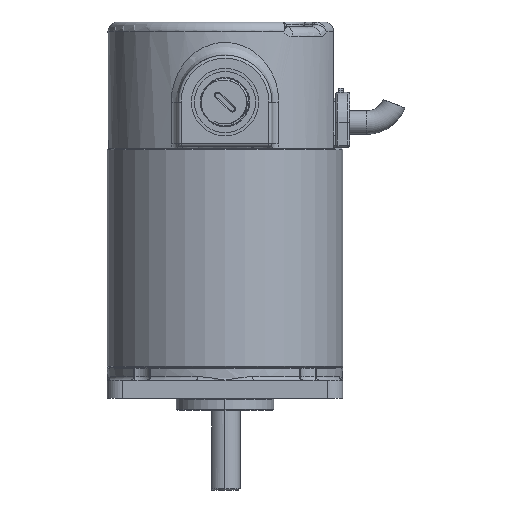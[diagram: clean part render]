
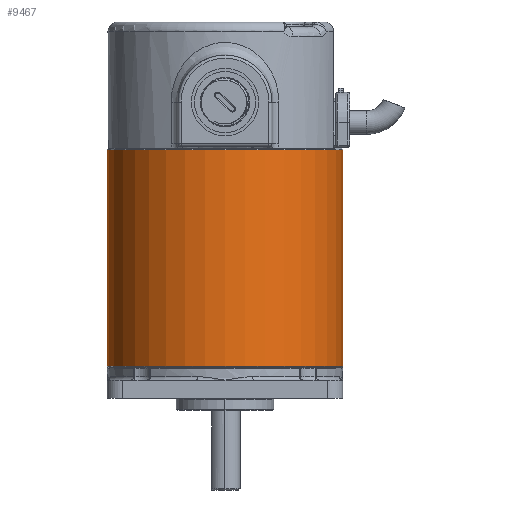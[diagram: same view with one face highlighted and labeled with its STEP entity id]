
A CAD part, left-side view. The second image highlights one B-rep face of the part: STEP entity #9467.
In plain terms, the highlighted cylindrical face has radius 30.671 mm (diameter 61.341 mm), a partial arc.
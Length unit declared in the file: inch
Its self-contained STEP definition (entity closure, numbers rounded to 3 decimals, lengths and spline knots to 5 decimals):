
#631 = CIRCLE ( 'NONE', #5097, 1.2075 ) ;
#708 = CIRCLE ( 'NONE', #5175, 1.2075 ) ;
#744 = VECTOR ( 'NONE', #7348, 39.37008 ) ;
#746 = LINE ( 'NONE', #7349, #744 ) ;
#784 = VECTOR ( 'NONE', #7461, 39.37008 ) ;
#786 = LINE ( 'NONE', #7467, #784 ) ;
#2462 = CARTESIAN_POINT ( 'NONE',  ( 0., 1.2075, 2.235 ) ) ;
#2567 = CARTESIAN_POINT ( 'NONE',  ( 0., -1.2075, 0.015 ) ) ;
#2575 = CARTESIAN_POINT ( 'NONE',  ( 0., 1.2075, 0.015 ) ) ;
#2632 = CARTESIAN_POINT ( 'NONE',  ( 0., -1.2075, 2.235 ) ) ;
#3560 = EDGE_CURVE ( 'NONE', #18025, #17573, #786, .T. ) ;
#3623 = EDGE_CURVE ( 'NONE', #17400, #17624, #746, .T. ) ;
#3677 = EDGE_CURVE ( 'NONE', #17400, #18025, #708, .T. ) ;
#4136 = EDGE_CURVE ( 'NONE', #17624, #17573, #631, .T. ) ;
#5097 = AXIS2_PLACEMENT_3D ( 'NONE', #23886, #23884, #23883 ) ;
#5175 = AXIS2_PLACEMENT_3D ( 'NONE', #23766, #23483, #23765 ) ;
#7348 = DIRECTION ( 'NONE',  ( 0., 0., -1. ) ) ;
#7349 = CARTESIAN_POINT ( 'NONE',  ( 0., -1.2075, 0. ) ) ;
#7461 = DIRECTION ( 'NONE',  ( 0., 0., -1. ) ) ;
#7467 = CARTESIAN_POINT ( 'NONE',  ( 0., 1.2075, 0. ) ) ;
#9467 = ADVANCED_FACE ( 'NONE', ( #19092 ), #19086, .T. ) ;
#11673 = CARTESIAN_POINT ( 'NONE',  ( 0., 0., 0. ) ) ;
#11674 = DIRECTION ( 'NONE',  ( 0., 0., -1. ) ) ;
#11683 = DIRECTION ( 'NONE',  ( 0., 1., 0. ) ) ;
#13007 = ORIENTED_EDGE ( 'NONE', *, *, #3623, .F. ) ;
#13016 = ORIENTED_EDGE ( 'NONE', *, *, #3560, .T. ) ;
#13023 = ORIENTED_EDGE ( 'NONE', *, *, #3677, .T. ) ;
#14866 = AXIS2_PLACEMENT_3D ( 'NONE', #11673, #11674, #11683 ) ;
#15556 = EDGE_LOOP ( 'NONE', ( #13007, #13023, #13016, #16479 ) ) ;
#16479 = ORIENTED_EDGE ( 'NONE', *, *, #4136, .F. ) ;
#17400 = VERTEX_POINT ( 'NONE', #2632 ) ;
#17573 = VERTEX_POINT ( 'NONE', #2575 ) ;
#17624 = VERTEX_POINT ( 'NONE', #2567 ) ;
#18025 = VERTEX_POINT ( 'NONE', #2462 ) ;
#19086 = CYLINDRICAL_SURFACE ( 'NONE', #14866, 1.2075 ) ;
#19092 = FACE_OUTER_BOUND ( 'NONE', #15556, .T. ) ;
#23483 = DIRECTION ( 'NONE',  ( 0., 0., -1. ) ) ;
#23765 = DIRECTION ( 'NONE',  ( 0., 1., 0. ) ) ;
#23766 = CARTESIAN_POINT ( 'NONE',  ( 0., 0., 2.235 ) ) ;
#23883 = DIRECTION ( 'NONE',  ( 0., 1., 0. ) ) ;
#23884 = DIRECTION ( 'NONE',  ( 0., 0., -1. ) ) ;
#23886 = CARTESIAN_POINT ( 'NONE',  ( 0., 0., 0.015 ) ) ;
